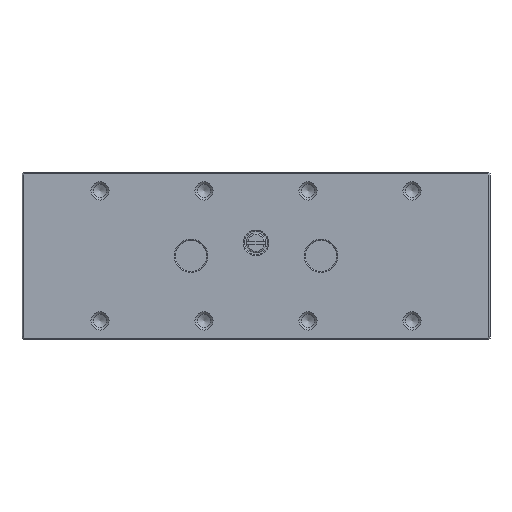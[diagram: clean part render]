
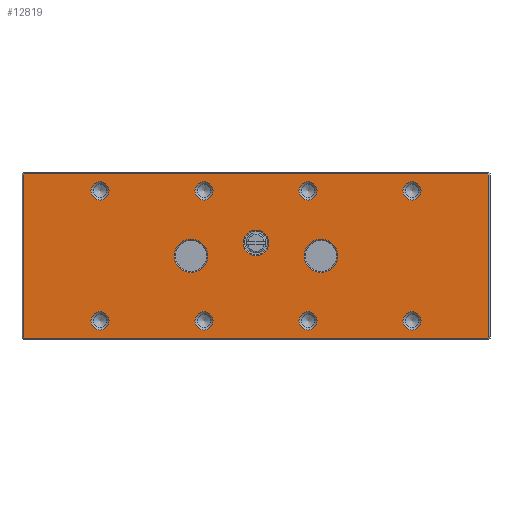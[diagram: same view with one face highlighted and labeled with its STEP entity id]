
A CAD part, top view. The second image highlights one B-rep face of the part: STEP entity #12819.
In plain terms, the highlighted planar face has unit normal (0, 0, 1).
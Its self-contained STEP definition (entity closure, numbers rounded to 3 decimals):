
#11164=CIRCLE('',#41409,2.45);
#11165=CIRCLE('',#41410,3.2);
#11166=CIRCLE('',#41411,3.2);
#11167=CIRCLE('',#41412,1.75);
#11168=CIRCLE('',#41413,1.75);
#11169=CIRCLE('',#41414,1.75);
#11170=CIRCLE('',#41415,1.75);
#11171=CIRCLE('',#41416,1.75);
#11172=CIRCLE('',#41417,1.75);
#11173=CIRCLE('',#41418,1.75);
#11174=CIRCLE('',#41419,1.75);
#12819=ADVANCED_FACE('',(#15993,#15994,#15995,#15996,#15997,#15998,#15999,
#16000,#16001,#16002,#16003,#16004),#14369,.F.);
#14369=PLANE('',#41420);
#15993=FACE_BOUND('',#16314,.T.);
#15994=FACE_BOUND('',#16315,.T.);
#15995=FACE_BOUND('',#16316,.T.);
#15996=FACE_BOUND('',#16317,.T.);
#15997=FACE_BOUND('',#16318,.T.);
#15998=FACE_BOUND('',#16319,.T.);
#15999=FACE_BOUND('',#16320,.T.);
#16000=FACE_BOUND('',#16321,.T.);
#16001=FACE_BOUND('',#16322,.T.);
#16002=FACE_BOUND('',#16323,.T.);
#16003=FACE_BOUND('',#16324,.T.);
#16004=FACE_BOUND('',#16325,.T.);
#16314=EDGE_LOOP('',(#18769));
#16315=EDGE_LOOP('',(#18770));
#16316=EDGE_LOOP('',(#18771));
#16317=EDGE_LOOP('',(#18772));
#16318=EDGE_LOOP('',(#18773));
#16319=EDGE_LOOP('',(#18774));
#16320=EDGE_LOOP('',(#18775));
#16321=EDGE_LOOP('',(#18776));
#16322=EDGE_LOOP('',(#18777));
#16323=EDGE_LOOP('',(#18778));
#16324=EDGE_LOOP('',(#18779));
#16325=EDGE_LOOP('',(#18780,#18781,#18782,#18783,#18784,#18785,#18786,#18787));
#18769=ORIENTED_EDGE('',*,*,#30245,.T.);
#18770=ORIENTED_EDGE('',*,*,#30246,.T.);
#18771=ORIENTED_EDGE('',*,*,#30247,.T.);
#18772=ORIENTED_EDGE('',*,*,#30248,.T.);
#18773=ORIENTED_EDGE('',*,*,#30249,.T.);
#18774=ORIENTED_EDGE('',*,*,#30250,.T.);
#18775=ORIENTED_EDGE('',*,*,#30251,.T.);
#18776=ORIENTED_EDGE('',*,*,#30252,.T.);
#18777=ORIENTED_EDGE('',*,*,#30253,.T.);
#18778=ORIENTED_EDGE('',*,*,#30254,.T.);
#18779=ORIENTED_EDGE('',*,*,#30255,.T.);
#18780=ORIENTED_EDGE('',*,*,#30256,.T.);
#18781=ORIENTED_EDGE('',*,*,#30257,.T.);
#18782=ORIENTED_EDGE('',*,*,#30258,.T.);
#18783=ORIENTED_EDGE('',*,*,#30259,.T.);
#18784=ORIENTED_EDGE('',*,*,#30260,.T.);
#18785=ORIENTED_EDGE('',*,*,#30261,.T.);
#18786=ORIENTED_EDGE('',*,*,#30262,.T.);
#18787=ORIENTED_EDGE('',*,*,#30263,.T.);
#27361=VERTEX_POINT('',#51935);
#27362=VERTEX_POINT('',#51937);
#27363=VERTEX_POINT('',#51939);
#27364=VERTEX_POINT('',#51941);
#27365=VERTEX_POINT('',#51943);
#27366=VERTEX_POINT('',#51945);
#27367=VERTEX_POINT('',#51947);
#27368=VERTEX_POINT('',#51949);
#27369=VERTEX_POINT('',#51951);
#27370=VERTEX_POINT('',#51953);
#27371=VERTEX_POINT('',#51955);
#27372=VERTEX_POINT('',#51957);
#27373=VERTEX_POINT('',#51958);
#27374=VERTEX_POINT('',#51960);
#27375=VERTEX_POINT('',#51962);
#27376=VERTEX_POINT('',#51964);
#27377=VERTEX_POINT('',#51966);
#27378=VERTEX_POINT('',#51968);
#27379=VERTEX_POINT('',#51970);
#30245=EDGE_CURVE('',#27361,#27361,#11164,.T.);
#30246=EDGE_CURVE('',#27362,#27362,#11165,.T.);
#30247=EDGE_CURVE('',#27363,#27363,#11166,.T.);
#30248=EDGE_CURVE('',#27364,#27364,#11167,.T.);
#30249=EDGE_CURVE('',#27365,#27365,#11168,.T.);
#30250=EDGE_CURVE('',#27366,#27366,#11169,.T.);
#30251=EDGE_CURVE('',#27367,#27367,#11170,.T.);
#30252=EDGE_CURVE('',#27368,#27368,#11171,.T.);
#30253=EDGE_CURVE('',#27369,#27369,#11172,.T.);
#30254=EDGE_CURVE('',#27370,#27370,#11173,.T.);
#30255=EDGE_CURVE('',#27371,#27371,#11174,.T.);
#30256=EDGE_CURVE('',#27372,#27373,#34385,.T.);
#30257=EDGE_CURVE('',#27373,#27374,#34386,.T.);
#30258=EDGE_CURVE('',#27374,#27375,#34387,.T.);
#30259=EDGE_CURVE('',#27375,#27376,#34388,.T.);
#30260=EDGE_CURVE('',#27376,#27377,#34389,.T.);
#30261=EDGE_CURVE('',#27377,#27378,#34390,.T.);
#30262=EDGE_CURVE('',#27378,#27379,#34391,.T.);
#30263=EDGE_CURVE('',#27379,#27372,#34392,.T.);
#34385=LINE('',#51956,#38227);
#34386=LINE('',#51959,#38228);
#34387=LINE('',#51961,#38229);
#34388=LINE('',#51963,#38230);
#34389=LINE('',#51965,#38231);
#34390=LINE('',#51967,#38232);
#34391=LINE('',#51969,#38233);
#34392=LINE('',#51971,#38234);
#38227=VECTOR('',#43760,1.);
#38228=VECTOR('',#43761,1.);
#38229=VECTOR('',#43762,1.);
#38230=VECTOR('',#43763,1.);
#38231=VECTOR('',#43764,1.);
#38232=VECTOR('',#43765,1.);
#38233=VECTOR('',#43766,1.);
#38234=VECTOR('',#43767,1.);
#41409=AXIS2_PLACEMENT_3D('',#51934,#43738,#43739);
#41410=AXIS2_PLACEMENT_3D('',#51936,#43740,#43741);
#41411=AXIS2_PLACEMENT_3D('',#51938,#43742,#43743);
#41412=AXIS2_PLACEMENT_3D('',#51940,#43744,#43745);
#41413=AXIS2_PLACEMENT_3D('',#51942,#43746,#43747);
#41414=AXIS2_PLACEMENT_3D('',#51944,#43748,#43749);
#41415=AXIS2_PLACEMENT_3D('',#51946,#43750,#43751);
#41416=AXIS2_PLACEMENT_3D('',#51948,#43752,#43753);
#41417=AXIS2_PLACEMENT_3D('',#51950,#43754,#43755);
#41418=AXIS2_PLACEMENT_3D('',#51952,#43756,#43757);
#41419=AXIS2_PLACEMENT_3D('',#51954,#43758,#43759);
#41420=AXIS2_PLACEMENT_3D('',#51972,#43768,#43769);
#43738=DIRECTION('',(0.,0.,-1.));
#43739=DIRECTION('',(-1.,0.,0.));
#43740=DIRECTION('',(0.,0.,-1.));
#43741=DIRECTION('',(-1.,0.,0.));
#43742=DIRECTION('',(0.,0.,-1.));
#43743=DIRECTION('',(-1.,0.,0.));
#43744=DIRECTION('',(0.,0.,-1.));
#43745=DIRECTION('',(-1.,0.,0.));
#43746=DIRECTION('',(0.,0.,-1.));
#43747=DIRECTION('',(-1.,0.,0.));
#43748=DIRECTION('',(0.,0.,-1.));
#43749=DIRECTION('',(-1.,0.,0.));
#43750=DIRECTION('',(0.,0.,-1.));
#43751=DIRECTION('',(-1.,0.,0.));
#43752=DIRECTION('',(0.,0.,-1.));
#43753=DIRECTION('',(-1.,0.,0.));
#43754=DIRECTION('',(0.,0.,-1.));
#43755=DIRECTION('',(-1.,0.,0.));
#43756=DIRECTION('',(0.,0.,-1.));
#43757=DIRECTION('',(-1.,0.,0.));
#43758=DIRECTION('',(0.,0.,-1.));
#43759=DIRECTION('',(-1.,0.,0.));
#43760=DIRECTION('',(-0.577,-0.816,0.));
#43761=DIRECTION('',(0.,-1.,0.));
#43762=DIRECTION('',(0.577,-0.816,0.));
#43763=DIRECTION('',(1.,0.,0.));
#43764=DIRECTION('',(0.577,0.816,0.));
#43765=DIRECTION('',(0.,1.,0.));
#43766=DIRECTION('',(-0.577,0.816,0.));
#43767=DIRECTION('',(-1.,0.,0.));
#43768=DIRECTION('',(0.,0.,-1.));
#43769=DIRECTION('',(1.,0.,0.));
#51934=CARTESIAN_POINT('',(0.,2.5,16.));
#51935=CARTESIAN_POINT('',(-2.45,2.5,16.));
#51936=CARTESIAN_POINT('',(12.5,0.,16.));
#51937=CARTESIAN_POINT('',(9.3,0.,16.));
#51938=CARTESIAN_POINT('',(-12.5,0.,16.));
#51939=CARTESIAN_POINT('',(-15.7,0.,16.));
#51940=CARTESIAN_POINT('',(30.,12.5,16.));
#51941=CARTESIAN_POINT('',(28.25,12.5,16.));
#51942=CARTESIAN_POINT('',(10.,12.5,16.));
#51943=CARTESIAN_POINT('',(8.25,12.5,16.));
#51944=CARTESIAN_POINT('',(-10.,12.5,16.));
#51945=CARTESIAN_POINT('',(-11.75,12.5,16.));
#51946=CARTESIAN_POINT('',(30.,-12.5,16.));
#51947=CARTESIAN_POINT('',(28.25,-12.5,16.));
#51948=CARTESIAN_POINT('',(10.,-12.5,16.));
#51949=CARTESIAN_POINT('',(8.25,-12.5,16.));
#51950=CARTESIAN_POINT('',(-10.,-12.5,16.));
#51951=CARTESIAN_POINT('',(-11.75,-12.5,16.));
#51952=CARTESIAN_POINT('',(-30.,12.5,16.));
#51953=CARTESIAN_POINT('',(-31.75,12.5,16.));
#51954=CARTESIAN_POINT('',(-30.,-12.5,16.));
#51955=CARTESIAN_POINT('',(-31.75,-12.5,16.));
#51956=CARTESIAN_POINT('',(-44.82,15.49,16.));
#51957=CARTESIAN_POINT('',(-44.6,15.8,16.));
#51958=CARTESIAN_POINT('',(-44.8,15.517,16.));
#51959=CARTESIAN_POINT('',(-44.8,16.,16.));
#51960=CARTESIAN_POINT('',(-44.8,-15.517,16.));
#51961=CARTESIAN_POINT('',(-44.82,-15.49,16.));
#51962=CARTESIAN_POINT('',(-44.6,-15.8,16.));
#51963=CARTESIAN_POINT('',(45.,-15.8,16.));
#51964=CARTESIAN_POINT('',(44.6,-15.8,16.));
#51965=CARTESIAN_POINT('',(44.82,-15.49,16.));
#51966=CARTESIAN_POINT('',(44.8,-15.517,16.));
#51967=CARTESIAN_POINT('',(44.8,15.234,16.));
#51968=CARTESIAN_POINT('',(44.8,15.517,16.));
#51969=CARTESIAN_POINT('',(44.82,15.49,16.));
#51970=CARTESIAN_POINT('',(44.6,15.8,16.));
#51971=CARTESIAN_POINT('',(45.,15.8,16.));
#51972=CARTESIAN_POINT('',(45.,16.,16.));
